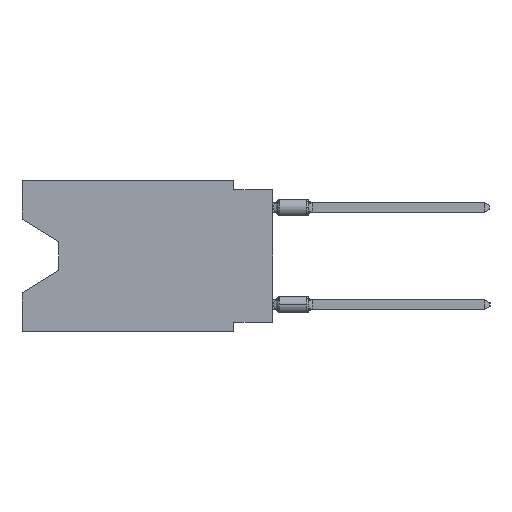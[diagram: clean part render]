
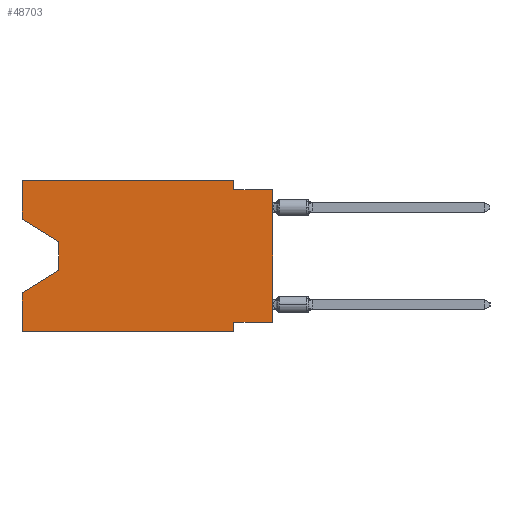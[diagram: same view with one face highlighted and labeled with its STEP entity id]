
A CAD part, left-side view. The second image highlights one B-rep face of the part: STEP entity #48703.
In plain terms, the highlighted planar face has unit normal (-1, 0, 0).
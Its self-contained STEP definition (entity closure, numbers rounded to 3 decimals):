
#281 = LINE ( 'NONE', #10814, #42253 ) ;
#645 = DIRECTION ( 'NONE',  ( 0., -0.855, -0.519 ) ) ;
#1113 = FACE_OUTER_BOUND ( 'NONE', #43548, .T. ) ;
#1332 = EDGE_CURVE ( 'NONE', #34781, #44234, #16167, .T. ) ;
#1379 = VECTOR ( 'NONE', #645, 1000. ) ;
#1713 = CARTESIAN_POINT ( 'NONE',  ( 0., 16.383, 0. ) ) ;
#2151 = VECTOR ( 'NONE', #21362, 1000. ) ;
#2598 = CARTESIAN_POINT ( 'NONE',  ( 0., 2.54, -9.271 ) ) ;
#4363 = DIRECTION ( 'NONE',  ( 1., 0., 0. ) ) ;
#4431 = EDGE_CURVE ( 'NONE', #24439, #34363, #20627, .T. ) ;
#5286 = DIRECTION ( 'NONE',  ( 0., 1., 0. ) ) ;
#5800 = DIRECTION ( 'NONE',  ( 0., -1., 0. ) ) ;
#5963 = DIRECTION ( 'NONE',  ( 0., 0., -1. ) ) ;
#6200 = ORIENTED_EDGE ( 'NONE', *, *, #38972, .F. ) ;
#6453 = ORIENTED_EDGE ( 'NONE', *, *, #34917, .T. ) ;
#7618 = VECTOR ( 'NONE', #48370, 1000. ) ;
#7680 = CARTESIAN_POINT ( 'NONE',  ( 0., 16.383, 0. ) ) ;
#7891 = CARTESIAN_POINT ( 'NONE',  ( 0., 16.383, -2.546 ) ) ;
#8175 = EDGE_CURVE ( 'NONE', #18798, #42451, #23211, .T. ) ;
#8812 = CARTESIAN_POINT ( 'NONE',  ( 0., 0., -9.271 ) ) ;
#8941 = LINE ( 'NONE', #11959, #11735 ) ;
#9979 = LINE ( 'NONE', #33702, #36365 ) ;
#10814 = CARTESIAN_POINT ( 'NONE',  ( 0., 16.383, 0. ) ) ;
#10816 = VECTOR ( 'NONE', #34697, 1000. ) ;
#11324 = CARTESIAN_POINT ( 'NONE',  ( 0., 13.97, -4.013 ) ) ;
#11436 = VERTEX_POINT ( 'NONE', #44221 ) ;
#11683 = VERTEX_POINT ( 'NONE', #38936 ) ;
#11735 = VECTOR ( 'NONE', #20430, 1000. ) ;
#11959 = CARTESIAN_POINT ( 'NONE',  ( 0., 2.54, 0. ) ) ;
#12678 = VECTOR ( 'NONE', #23623, 1000. ) ;
#13320 = DIRECTION ( 'NONE',  ( 0., -1., 0. ) ) ;
#14391 = ORIENTED_EDGE ( 'NONE', *, *, #39758, .F. ) ;
#14980 = CARTESIAN_POINT ( 'NONE',  ( 0., 2.54, -9.906 ) ) ;
#15158 = CARTESIAN_POINT ( 'NONE',  ( 0., 13.97, -5.893 ) ) ;
#16167 = LINE ( 'NONE', #23404, #1379 ) ;
#16376 = PLANE ( 'NONE',  #43705 ) ;
#16540 = VECTOR ( 'NONE', #5286, 1000. ) ;
#16819 = CARTESIAN_POINT ( 'NONE',  ( 0., 16.383, -9.906 ) ) ;
#16830 = LINE ( 'NONE', #35319, #31120 ) ;
#18798 = VERTEX_POINT ( 'NONE', #2598 ) ;
#18969 = CARTESIAN_POINT ( 'NONE',  ( 0., 16.383, -7.36 ) ) ;
#19052 = ORIENTED_EDGE ( 'NONE', *, *, #44920, .T. ) ;
#20430 = DIRECTION ( 'NONE',  ( 0., 0., -1. ) ) ;
#20627 = LINE ( 'NONE', #47120, #12678 ) ;
#21136 = ORIENTED_EDGE ( 'NONE', *, *, #4431, .T. ) ;
#21362 = DIRECTION ( 'NONE',  ( 0., 0.855, -0.519 ) ) ;
#23211 = LINE ( 'NONE', #14980, #10816 ) ;
#23299 = VERTEX_POINT ( 'NONE', #25782 ) ;
#23404 = CARTESIAN_POINT ( 'NONE',  ( 0., 16.383, -2.546 ) ) ;
#23607 = CARTESIAN_POINT ( 'NONE',  ( 0., 16.383, 0. ) ) ;
#23623 = DIRECTION ( 'NONE',  ( 0., 0., 1. ) ) ;
#24439 = VERTEX_POINT ( 'NONE', #27612 ) ;
#24544 = LINE ( 'NONE', #16819, #39866 ) ;
#25782 = CARTESIAN_POINT ( 'NONE',  ( 0., 2.54, -0.635 ) ) ;
#27082 = ORIENTED_EDGE ( 'NONE', *, *, #1332, .T. ) ;
#27612 = CARTESIAN_POINT ( 'NONE',  ( 0., 0., -9.271 ) ) ;
#27797 = LINE ( 'NONE', #8812, #16540 ) ;
#29146 = EDGE_CURVE ( 'NONE', #30724, #42451, #24544, .T. ) ;
#30724 = VERTEX_POINT ( 'NONE', #36619 ) ;
#30857 = DIRECTION ( 'NONE',  ( 0., 0., -1. ) ) ;
#31118 = EDGE_CURVE ( 'NONE', #23299, #34363, #16830, .T. ) ;
#31120 = VECTOR ( 'NONE', #13320, 1000. ) ;
#32275 = ORIENTED_EDGE ( 'NONE', *, *, #47898, .F. ) ;
#33702 = CARTESIAN_POINT ( 'NONE',  ( 0., 13.97, -4.013 ) ) ;
#34363 = VERTEX_POINT ( 'NONE', #46675 ) ;
#34377 = EDGE_CURVE ( 'NONE', #11683, #23299, #8941, .T. ) ;
#34605 = VERTEX_POINT ( 'NONE', #15158 ) ;
#34697 = DIRECTION ( 'NONE',  ( 0., 0., -1. ) ) ;
#34781 = VERTEX_POINT ( 'NONE', #7891 ) ;
#34917 = EDGE_CURVE ( 'NONE', #34605, #35395, #40347, .T. ) ;
#35319 = CARTESIAN_POINT ( 'NONE',  ( 0., 0., -0.635 ) ) ;
#35395 = VERTEX_POINT ( 'NONE', #18969 ) ;
#35952 = LINE ( 'NONE', #1713, #7618 ) ;
#36365 = VECTOR ( 'NONE', #5963, 1000. ) ;
#36619 = CARTESIAN_POINT ( 'NONE',  ( 0., 16.383, -9.906 ) ) ;
#37620 = CARTESIAN_POINT ( 'NONE',  ( 0., 2.54, -9.906 ) ) ;
#38417 = ORIENTED_EDGE ( 'NONE', *, *, #31118, .F. ) ;
#38436 = DIRECTION ( 'NONE',  ( 0., 0., 1. ) ) ;
#38936 = CARTESIAN_POINT ( 'NONE',  ( 0., 2.54, 0. ) ) ;
#38972 = EDGE_CURVE ( 'NONE', #30724, #35395, #281, .T. ) ;
#39758 = EDGE_CURVE ( 'NONE', #11436, #11683, #35952, .T. ) ;
#39866 = VECTOR ( 'NONE', #5800, 1000. ) ;
#39872 = ORIENTED_EDGE ( 'NONE', *, *, #29146, .T. ) ;
#40347 = LINE ( 'NONE', #47352, #2151 ) ;
#41917 = LINE ( 'NONE', #7680, #44386 ) ;
#42253 = VECTOR ( 'NONE', #45046, 1000. ) ;
#42451 = VERTEX_POINT ( 'NONE', #37620 ) ;
#43504 = ORIENTED_EDGE ( 'NONE', *, *, #8175, .F. ) ;
#43548 = EDGE_LOOP ( 'NONE', ( #27082, #19052, #6453, #6200, #39872, #43504, #32275, #21136, #38417, #44113, #14391, #45365 ) ) ;
#43705 = AXIS2_PLACEMENT_3D ( 'NONE', #23607, #4363, #30857 ) ;
#44113 = ORIENTED_EDGE ( 'NONE', *, *, #34377, .F. ) ;
#44221 = CARTESIAN_POINT ( 'NONE',  ( 0., 16.383, 0. ) ) ;
#44234 = VERTEX_POINT ( 'NONE', #11324 ) ;
#44386 = VECTOR ( 'NONE', #38436, 1000. ) ;
#44920 = EDGE_CURVE ( 'NONE', #44234, #34605, #9979, .T. ) ;
#45046 = DIRECTION ( 'NONE',  ( 0., 0., 1. ) ) ;
#45365 = ORIENTED_EDGE ( 'NONE', *, *, #45701, .F. ) ;
#45701 = EDGE_CURVE ( 'NONE', #34781, #11436, #41917, .T. ) ;
#46675 = CARTESIAN_POINT ( 'NONE',  ( 0., 0., -0.635 ) ) ;
#47120 = CARTESIAN_POINT ( 'NONE',  ( 0., 0., 0. ) ) ;
#47352 = CARTESIAN_POINT ( 'NONE',  ( 0., 13.97, -5.893 ) ) ;
#47898 = EDGE_CURVE ( 'NONE', #24439, #18798, #27797, .T. ) ;
#48370 = DIRECTION ( 'NONE',  ( 0., -1., 0. ) ) ;
#48703 = ADVANCED_FACE ( 'NONE', ( #1113 ), #16376, .F. ) ;
